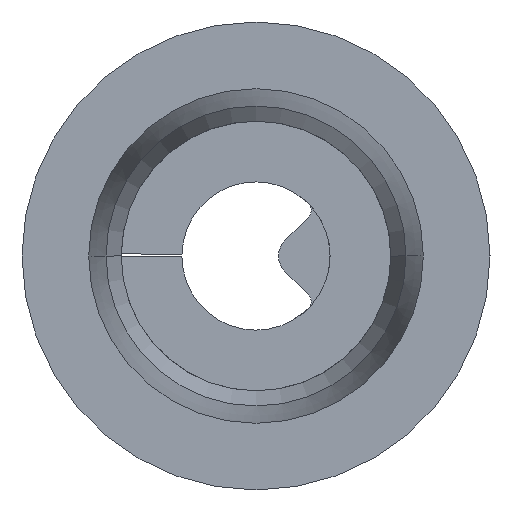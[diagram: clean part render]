
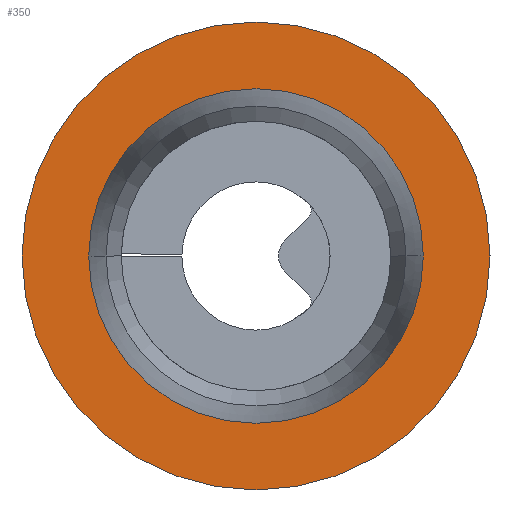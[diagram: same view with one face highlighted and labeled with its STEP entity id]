
A CAD part, front view. The second image highlights one B-rep face of the part: STEP entity #350.
In plain terms, the highlighted planar face has unit normal (0, -1, 0).
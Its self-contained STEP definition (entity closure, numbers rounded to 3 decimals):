
#6 = EDGE_CURVE ( 'NONE', #1187, #583, #641, .T. ) ;
#46 = DIRECTION ( 'NONE',  ( -1., 0., 0. ) ) ;
#106 = EDGE_LOOP ( 'NONE', ( #852, #245 ) ) ;
#148 = FACE_BOUND ( 'NONE', #106, .T. ) ;
#165 = DIRECTION ( 'NONE',  ( 0., -1., 0. ) ) ;
#198 = FACE_OUTER_BOUND ( 'NONE', #454, .T. ) ;
#200 = AXIS2_PLACEMENT_3D ( 'NONE', #510, #165, #1100 ) ;
#205 = DIRECTION ( 'NONE',  ( -1., 0., 0. ) ) ;
#226 = EDGE_CURVE ( 'NONE', #429, #1245, #1316, .T. ) ;
#245 = ORIENTED_EDGE ( 'NONE', *, *, #226, .T. ) ;
#275 = CIRCLE ( 'NONE', #1296, 2.7 ) ;
#350 = ADVANCED_FACE ( 'NONE', ( #148, #198 ), #1229, .T. ) ;
#367 = DIRECTION ( 'NONE',  ( 0., 1., 0. ) ) ;
#429 = VERTEX_POINT ( 'NONE', #547 ) ;
#432 = CIRCLE ( 'NONE', #530, 1.93 ) ;
#440 = EDGE_CURVE ( 'NONE', #1245, #429, #432, .T. ) ;
#454 = EDGE_LOOP ( 'NONE', ( #689, #777 ) ) ;
#457 = CARTESIAN_POINT ( 'NONE',  ( 0., -13., 0. ) ) ;
#510 = CARTESIAN_POINT ( 'NONE',  ( -2.7, -13., 0. ) ) ;
#526 = CARTESIAN_POINT ( 'NONE',  ( -1.93, -13., 0. ) ) ;
#530 = AXIS2_PLACEMENT_3D ( 'NONE', #1497, #791, #205 ) ;
#547 = CARTESIAN_POINT ( 'NONE',  ( 1.93, -13., 0. ) ) ;
#583 = VERTEX_POINT ( 'NONE', #907 ) ;
#641 = CIRCLE ( 'NONE', #845, 2.7 ) ;
#689 = ORIENTED_EDGE ( 'NONE', *, *, #1329, .F. ) ;
#708 = DIRECTION ( 'NONE',  ( -1., 0., 0. ) ) ;
#726 = CARTESIAN_POINT ( 'NONE',  ( 0., -13., 0. ) ) ;
#777 = ORIENTED_EDGE ( 'NONE', *, *, #6, .F. ) ;
#791 = DIRECTION ( 'NONE',  ( 0., 1., 0. ) ) ;
#845 = AXIS2_PLACEMENT_3D ( 'NONE', #457, #1508, #1164 ) ;
#852 = ORIENTED_EDGE ( 'NONE', *, *, #440, .T. ) ;
#867 = CARTESIAN_POINT ( 'NONE',  ( 2.7, -13., 0. ) ) ;
#907 = CARTESIAN_POINT ( 'NONE',  ( -2.7, -13., 0. ) ) ;
#923 = DIRECTION ( 'NONE',  ( 0., 1., 0. ) ) ;
#984 = AXIS2_PLACEMENT_3D ( 'NONE', #1147, #923, #46 ) ;
#1100 = DIRECTION ( 'NONE',  ( 1., 0., 0. ) ) ;
#1147 = CARTESIAN_POINT ( 'NONE',  ( 0., -13., 0. ) ) ;
#1164 = DIRECTION ( 'NONE',  ( -1., 0., 0. ) ) ;
#1187 = VERTEX_POINT ( 'NONE', #867 ) ;
#1229 = PLANE ( 'NONE',  #200 ) ;
#1245 = VERTEX_POINT ( 'NONE', #526 ) ;
#1296 = AXIS2_PLACEMENT_3D ( 'NONE', #726, #367, #708 ) ;
#1316 = CIRCLE ( 'NONE', #984, 1.93 ) ;
#1329 = EDGE_CURVE ( 'NONE', #583, #1187, #275, .T. ) ;
#1497 = CARTESIAN_POINT ( 'NONE',  ( 0., -13., 0. ) ) ;
#1508 = DIRECTION ( 'NONE',  ( 0., 1., 0. ) ) ;
